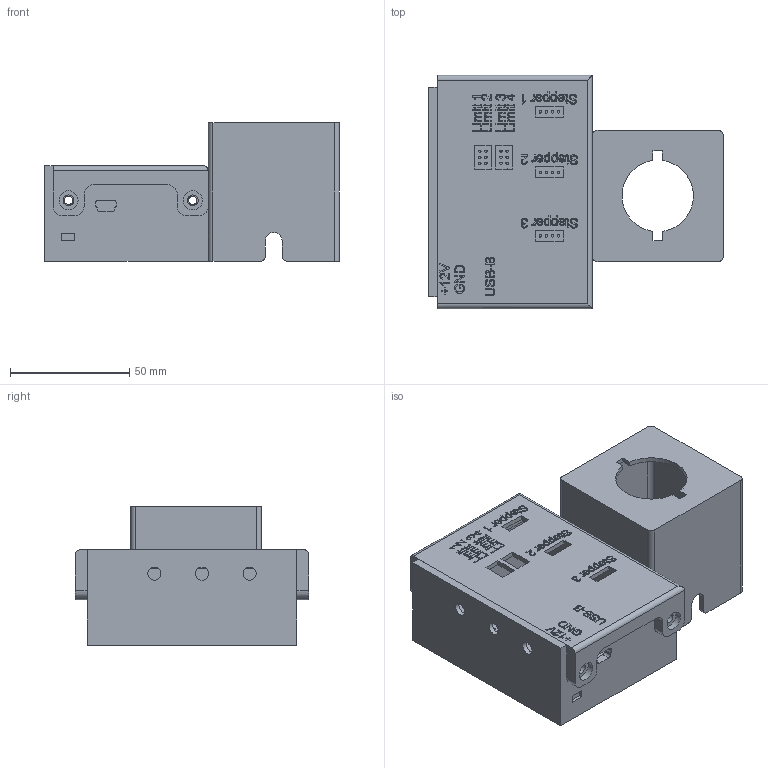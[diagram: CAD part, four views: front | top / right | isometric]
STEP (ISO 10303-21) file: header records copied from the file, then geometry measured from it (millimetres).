
FILE_DESCRIPTION(/* description */ (''),/* implementation_level */ '2;1');
FILE_NAME(/* name */ 'electronics.step',/* time_stamp */ '2021-02-08T09:33:55-05:00',/* author */ (''),/* organization */ (''),/* preprocessor_version */ 'ST-DEVELOPER v18.1',/* originating_system */ 'Autodesk Translation Framework v9.7.1.1290',/* authorisation */ '');
FILE_SCHEMA (('AUTOMOTIVE_DESIGN { 1 0 10303 214 3 1 1 }'));
Products named in the file (4): electronics; bipap_mechanical_tester_pcb; Board; e-stop_housing
Assembly tree (3 placements, depth 3):
  electronics
    bipap_mechanical_tester_pcb
      Board
    e-stop_housing
Bounding box: 123.63 x 97.99 x 58 mm (x, y, z)
Volume: 108945.2 mm3; surface area: 89614.9 mm2
Topology: 4 solids, 4 shells, 1501 faces, 4201 edges, 2799 vertices
Faces by surface type: bspline 709, plane 579, cylinder 210, torus 3
Full cylindrical faces by diameter (mm): 0.35 x20, 0.8 x4, 1 x30, 1.016 x72, 2.5 x3, 3.2 x3, 3.5 x8, 4.5 x4, 5 x3, 5.5 x3, 8 x4, 12 x3
Entity records: 55503 total; most frequent: CARTESIAN_POINT 20578, ORIENTED_EDGE 8402, DIRECTION 4803, EDGE_CURVE 4201, VERTEX_POINT 2799, LINE 2355, VECTOR 2355, EDGE_LOOP 1904
